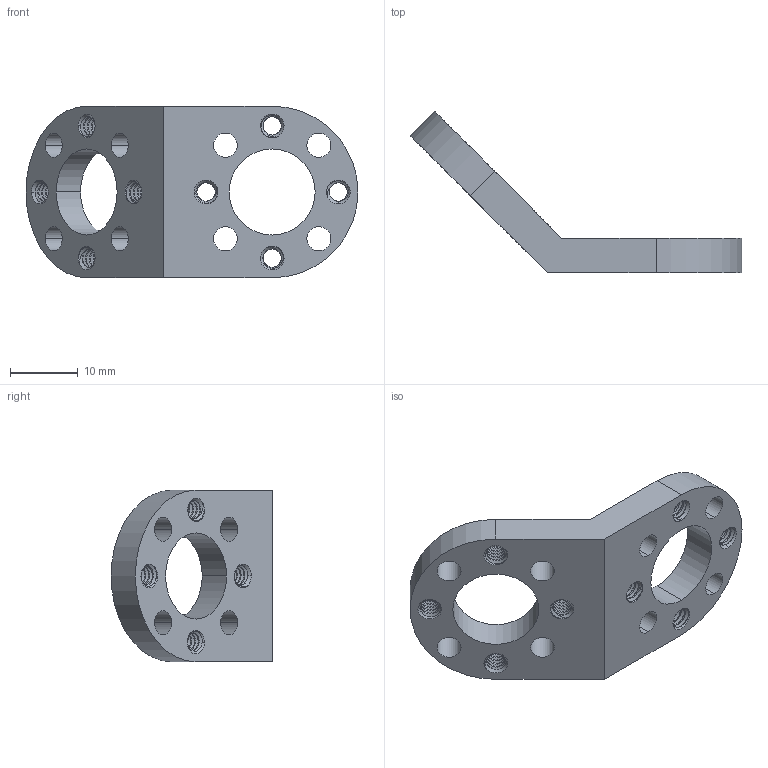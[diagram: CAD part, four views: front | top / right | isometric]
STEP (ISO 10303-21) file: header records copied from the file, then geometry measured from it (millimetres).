
FILE_DESCRIPTION (( 'STEP AP203' ), '1' );
FILE_NAME ('545416.STEP', '2017-06-30T19:45:35', ( '' ), ( '' ), 'SwSTEP 2.0', 'SolidWorks 2016', '' );
FILE_SCHEMA (( 'CONFIG_CONTROL_DESIGN' ));
Length unit declared in the file: inch
Products named in the file (1): 545416
Bounding box: 49.12 x 23.94 x 25.4 mm (x, y, z)
Volume: 4451.3 mm3; surface area: 3910.1 mm2
Topology: 1 solids, 1 shells, 302 faces, 876 edges, 576 vertices
Faces by surface type: cylinder 230, cone 50, bspline 16, plane 6
Entity records: 21119 total; most frequent: CARTESIAN_POINT 14253, ORIENTED_EDGE 1752, DIRECTION 1082, EDGE_CURVE 876, VERTEX_POINT 576, AXIS2_PLACEMENT_3D 409, EDGE_LOOP 338, ADVANCED_FACE 302
